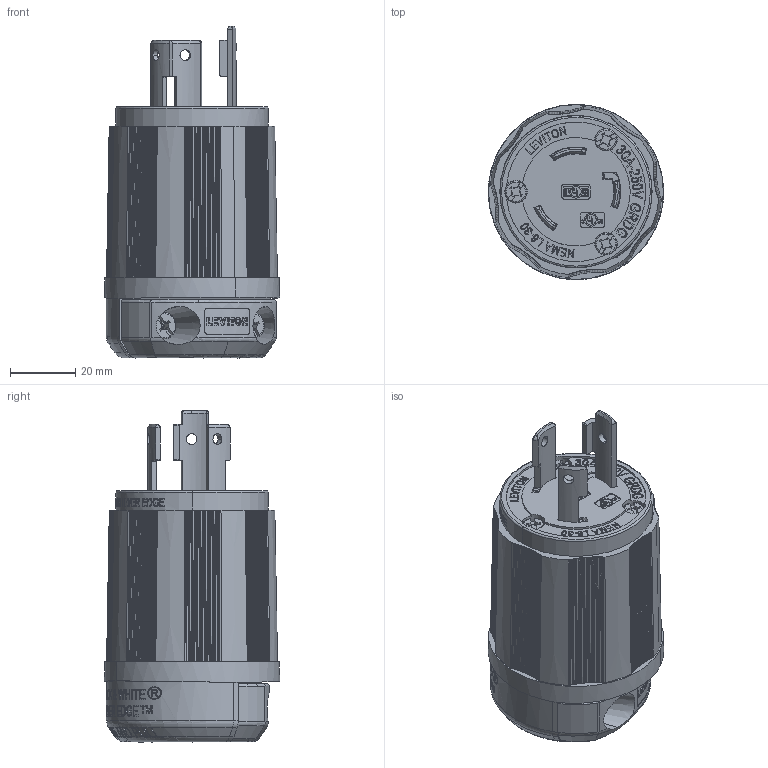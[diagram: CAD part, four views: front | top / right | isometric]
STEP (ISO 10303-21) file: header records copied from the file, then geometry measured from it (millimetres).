
FILE_DESCRIPTION (( 'STEP AP214' ), '1' );
FILE_NAME ('ORC5401-M02.STEP', '2025-10-13T18:43:28', ( '' ), ( '' ), 'SwSTEP 2.0', 'SolidWorks 2024', '' );
FILE_SCHEMA (( 'AUTOMOTIVE_DESIGN' ));
Products named in the file (1): ORC5401-M02
Bounding box: 53.77 x 53.83 x 101.98 mm (x, y, z)
Volume: 149008.9 mm3; surface area: 37760.3 mm2
Topology: 1 solids, 13 shells, 3858 faces, 10631 edges, 7047 vertices
Faces by surface type: plane 1816, bspline 1403, cone 326, cylinder 232, torus 81
Entity records: 178291 total; most frequent: CARTESIAN_POINT 94433, ORIENTED_EDGE 21262, DIRECTION 11705, EDGE_CURVE 10631, VERTEX_POINT 7047, LINE 4549, VECTOR 4549, EDGE_LOOP 4134
